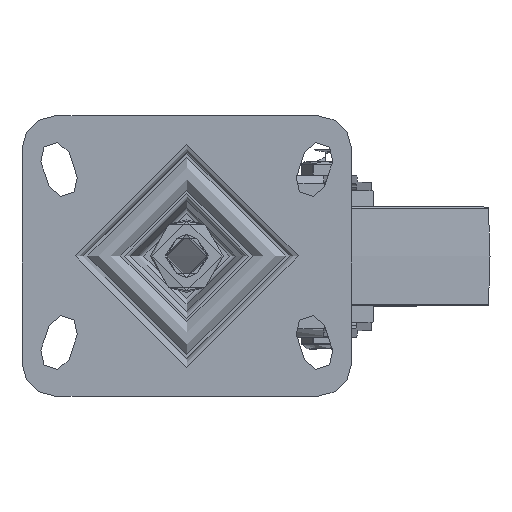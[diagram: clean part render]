
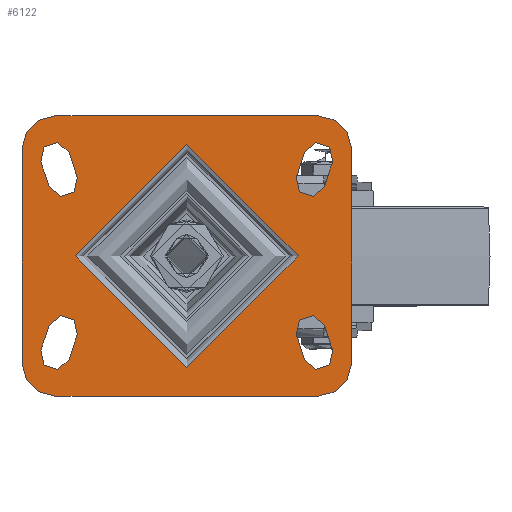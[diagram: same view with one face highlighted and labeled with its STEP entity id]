
A CAD part, top view. The second image highlights one B-rep face of the part: STEP entity #6122.
In plain terms, the highlighted planar face has unit normal (0, 0, 1).
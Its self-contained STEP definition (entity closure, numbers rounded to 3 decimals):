
#587=FACE_BOUND('',#1984,.T.);
#588=FACE_BOUND('',#1985,.T.);
#589=FACE_BOUND('',#1986,.T.);
#590=FACE_BOUND('',#1987,.T.);
#591=FACE_BOUND('',#1988,.T.);
#631=PLANE('',#6695);
#795=LINE('',#9513,#1119);
#796=LINE('',#9517,#1120);
#797=LINE('',#9521,#1121);
#798=LINE('',#9524,#1122);
#799=LINE('',#9525,#1123);
#800=LINE('',#9526,#1124);
#801=LINE('',#9527,#1125);
#802=LINE('',#9528,#1126);
#803=LINE('',#9529,#1127);
#804=LINE('',#9530,#1128);
#805=LINE('',#9531,#1129);
#806=LINE('',#9532,#1130);
#1119=VECTOR('',#7656,1000.);
#1120=VECTOR('',#7659,1000.);
#1121=VECTOR('',#7662,1000.);
#1122=VECTOR('',#7665,1000.);
#1123=VECTOR('',#7666,1000.);
#1124=VECTOR('',#7667,1000.);
#1125=VECTOR('',#7668,1000.);
#1126=VECTOR('',#7669,1000.);
#1127=VECTOR('',#7670,1000.);
#1128=VECTOR('',#7671,1000.);
#1129=VECTOR('',#7672,1000.);
#1130=VECTOR('',#7673,1000.);
#1586=FACE_OUTER_BOUND('',#1983,.T.);
#1983=EDGE_LOOP('',(#4398,#4399,#4400,#4401,#4402,#4403,#4404,#4405));
#1984=EDGE_LOOP('',(#4406,#4407,#4408,#4409));
#1985=EDGE_LOOP('',(#4410,#4411,#4412,#4413));
#1986=EDGE_LOOP('',(#4414,#4415,#4416,#4417));
#1987=EDGE_LOOP('',(#4418,#4419,#4420,#4421));
#1988=EDGE_LOOP('',(#4422));
#2359=CIRCLE('',#6581,4.5);
#2362=CIRCLE('',#6585,4.5);
#2364=CIRCLE('',#6588,4.5);
#2365=CIRCLE('',#6590,4.5);
#2368=CIRCLE('',#6594,4.5);
#2369=CIRCLE('',#6596,4.5);
#2371=CIRCLE('',#6599,4.5);
#2374=CIRCLE('',#6603,4.5);
#2375=CIRCLE('',#6605,33.75);
#2430=CIRCLE('',#6696,10.);
#2431=CIRCLE('',#6697,10.);
#2432=CIRCLE('',#6698,10.);
#2433=CIRCLE('',#6699,10.);
#2710=VERTEX_POINT('',#9274);
#2711=VERTEX_POINT('',#9275);
#2716=VERTEX_POINT('',#9286);
#2717=VERTEX_POINT('',#9288);
#2720=VERTEX_POINT('',#9295);
#2721=VERTEX_POINT('',#9297);
#2722=VERTEX_POINT('',#9301);
#2723=VERTEX_POINT('',#9302);
#2728=VERTEX_POINT('',#9313);
#2729=VERTEX_POINT('',#9315);
#2730=VERTEX_POINT('',#9319);
#2731=VERTEX_POINT('',#9320);
#2734=VERTEX_POINT('',#9328);
#2735=VERTEX_POINT('',#9329);
#2740=VERTEX_POINT('',#9340);
#2741=VERTEX_POINT('',#9342);
#2742=VERTEX_POINT('',#9346);
#2789=VERTEX_POINT('',#9509);
#2790=VERTEX_POINT('',#9510);
#2791=VERTEX_POINT('',#9512);
#2792=VERTEX_POINT('',#9514);
#2793=VERTEX_POINT('',#9516);
#2794=VERTEX_POINT('',#9518);
#2795=VERTEX_POINT('',#9520);
#2796=VERTEX_POINT('',#9522);
#3290=EDGE_CURVE('',#2710,#2711,#2359,.T.);
#3296=EDGE_CURVE('',#2717,#2716,#2362,.T.);
#3300=EDGE_CURVE('',#2721,#2720,#2364,.T.);
#3302=EDGE_CURVE('',#2722,#2723,#2365,.T.);
#3308=EDGE_CURVE('',#2729,#2728,#2368,.T.);
#3310=EDGE_CURVE('',#2730,#2731,#2369,.T.);
#3314=EDGE_CURVE('',#2734,#2735,#2371,.T.);
#3320=EDGE_CURVE('',#2741,#2740,#2374,.T.);
#3322=EDGE_CURVE('',#2742,#2742,#2375,.T.);
#3402=EDGE_CURVE('',#2789,#2790,#2430,.T.);
#3403=EDGE_CURVE('',#2791,#2789,#795,.T.);
#3404=EDGE_CURVE('',#2791,#2792,#2431,.T.);
#3405=EDGE_CURVE('',#2793,#2792,#796,.T.);
#3406=EDGE_CURVE('',#2793,#2794,#2432,.T.);
#3407=EDGE_CURVE('',#2795,#2794,#797,.T.);
#3408=EDGE_CURVE('',#2796,#2795,#2433,.T.);
#3409=EDGE_CURVE('',#2790,#2796,#798,.T.);
#3410=EDGE_CURVE('',#2735,#2741,#799,.T.);
#3411=EDGE_CURVE('',#2740,#2734,#800,.T.);
#3412=EDGE_CURVE('',#2728,#2730,#801,.T.);
#3413=EDGE_CURVE('',#2731,#2729,#802,.T.);
#3414=EDGE_CURVE('',#2720,#2722,#803,.T.);
#3415=EDGE_CURVE('',#2723,#2721,#804,.T.);
#3416=EDGE_CURVE('',#2711,#2717,#805,.T.);
#3417=EDGE_CURVE('',#2716,#2710,#806,.T.);
#4398=ORIENTED_EDGE('',*,*,#3402,.F.);
#4399=ORIENTED_EDGE('',*,*,#3403,.F.);
#4400=ORIENTED_EDGE('',*,*,#3404,.T.);
#4401=ORIENTED_EDGE('',*,*,#3405,.F.);
#4402=ORIENTED_EDGE('',*,*,#3406,.T.);
#4403=ORIENTED_EDGE('',*,*,#3407,.F.);
#4404=ORIENTED_EDGE('',*,*,#3408,.F.);
#4405=ORIENTED_EDGE('',*,*,#3409,.F.);
#4406=ORIENTED_EDGE('',*,*,#3314,.T.);
#4407=ORIENTED_EDGE('',*,*,#3410,.T.);
#4408=ORIENTED_EDGE('',*,*,#3320,.T.);
#4409=ORIENTED_EDGE('',*,*,#3411,.T.);
#4410=ORIENTED_EDGE('',*,*,#3308,.T.);
#4411=ORIENTED_EDGE('',*,*,#3412,.T.);
#4412=ORIENTED_EDGE('',*,*,#3310,.T.);
#4413=ORIENTED_EDGE('',*,*,#3413,.T.);
#4414=ORIENTED_EDGE('',*,*,#3300,.T.);
#4415=ORIENTED_EDGE('',*,*,#3414,.T.);
#4416=ORIENTED_EDGE('',*,*,#3302,.T.);
#4417=ORIENTED_EDGE('',*,*,#3415,.T.);
#4418=ORIENTED_EDGE('',*,*,#3290,.T.);
#4419=ORIENTED_EDGE('',*,*,#3416,.T.);
#4420=ORIENTED_EDGE('',*,*,#3296,.T.);
#4421=ORIENTED_EDGE('',*,*,#3417,.T.);
#4422=ORIENTED_EDGE('',*,*,#3322,.F.);
#6122=ADVANCED_FACE('',(#1586,#587,#588,#589,#590,#591),#631,.T.);
#6581=AXIS2_PLACEMENT_3D('',#9276,#7383,#7384);
#6585=AXIS2_PLACEMENT_3D('',#9289,#7394,#7395);
#6588=AXIS2_PLACEMENT_3D('',#9298,#7402,#7403);
#6590=AXIS2_PLACEMENT_3D('',#9303,#7407,#7408);
#6594=AXIS2_PLACEMENT_3D('',#9316,#7418,#7419);
#6596=AXIS2_PLACEMENT_3D('',#9321,#7423,#7424);
#6599=AXIS2_PLACEMENT_3D('',#9330,#7431,#7432);
#6603=AXIS2_PLACEMENT_3D('',#9343,#7442,#7443);
#6605=AXIS2_PLACEMENT_3D('',#9347,#7447,#7448);
#6695=AXIS2_PLACEMENT_3D('',#9508,#7652,#7653);
#6696=AXIS2_PLACEMENT_3D('',#9511,#7654,#7655);
#6697=AXIS2_PLACEMENT_3D('',#9515,#7657,#7658);
#6698=AXIS2_PLACEMENT_3D('',#9519,#7660,#7661);
#6699=AXIS2_PLACEMENT_3D('',#9523,#7663,#7664);
#7383=DIRECTION('center_axis',(0.,0.,-1.));
#7384=DIRECTION('ref_axis',(1.,0.,0.));
#7394=DIRECTION('center_axis',(0.,0.,-1.));
#7395=DIRECTION('ref_axis',(1.,0.,0.));
#7402=DIRECTION('center_axis',(0.,0.,-1.));
#7403=DIRECTION('ref_axis',(1.,0.,0.));
#7407=DIRECTION('center_axis',(0.,0.,-1.));
#7408=DIRECTION('ref_axis',(1.,0.,0.));
#7418=DIRECTION('center_axis',(0.,0.,-1.));
#7419=DIRECTION('ref_axis',(-1.,0.,0.));
#7423=DIRECTION('center_axis',(0.,0.,-1.));
#7424=DIRECTION('ref_axis',(-1.,0.,0.));
#7431=DIRECTION('center_axis',(0.,0.,-1.));
#7432=DIRECTION('ref_axis',(-1.,0.,0.));
#7442=DIRECTION('center_axis',(0.,0.,-1.));
#7443=DIRECTION('ref_axis',(-1.,0.,0.));
#7447=DIRECTION('center_axis',(0.,0.,1.));
#7448=DIRECTION('ref_axis',(1.,0.,0.));
#7652=DIRECTION('center_axis',(0.,0.,1.));
#7653=DIRECTION('ref_axis',(1.,0.,0.));
#7654=DIRECTION('center_axis',(0.,0.,-1.));
#7655=DIRECTION('ref_axis',(-1.,0.,0.));
#7656=DIRECTION('',(0.,1.,0.));
#7657=DIRECTION('center_axis',(0.,0.,1.));
#7658=DIRECTION('ref_axis',(-1.,0.,0.));
#7659=DIRECTION('',(-1.,0.,0.));
#7660=DIRECTION('center_axis',(0.,0.,1.));
#7661=DIRECTION('ref_axis',(0.,-1.,0.));
#7662=DIRECTION('',(0.,-1.,0.));
#7663=DIRECTION('center_axis',(0.,0.,-1.));
#7664=DIRECTION('ref_axis',(0.,1.,0.));
#7665=DIRECTION('',(1.,0.,0.));
#7666=DIRECTION('',(0.316,-0.949,0.));
#7667=DIRECTION('',(-0.316,0.949,0.));
#7668=DIRECTION('',(-0.316,-0.949,0.));
#7669=DIRECTION('',(0.316,0.949,0.));
#7670=DIRECTION('',(0.316,0.949,0.));
#7671=DIRECTION('',(-0.316,-0.949,0.));
#7672=DIRECTION('',(-0.316,0.949,0.));
#7673=DIRECTION('',(0.316,-0.949,0.));
#9274=CARTESIAN_POINT('',(44.269,-28.577,0.));
#9275=CARTESIAN_POINT('',(35.731,-31.423,0.));
#9276=CARTESIAN_POINT('Origin',(40.,-30.,0.));
#9286=CARTESIAN_POINT('',(41.769,-21.077,0.));
#9288=CARTESIAN_POINT('',(33.231,-23.923,0.));
#9289=CARTESIAN_POINT('Origin',(37.5,-22.5,0.));
#9295=CARTESIAN_POINT('',(33.231,23.923,0.));
#9297=CARTESIAN_POINT('',(41.769,21.077,0.));
#9298=CARTESIAN_POINT('Origin',(37.5,22.5,0.));
#9301=CARTESIAN_POINT('',(35.731,31.423,0.));
#9302=CARTESIAN_POINT('',(44.269,28.577,0.));
#9303=CARTESIAN_POINT('Origin',(40.,30.,0.));
#9313=CARTESIAN_POINT('',(-33.231,-23.923,0.));
#9315=CARTESIAN_POINT('',(-41.769,-21.077,0.));
#9316=CARTESIAN_POINT('Origin',(-37.5,-22.5,0.));
#9319=CARTESIAN_POINT('',(-35.731,-31.423,0.));
#9320=CARTESIAN_POINT('',(-44.269,-28.577,0.));
#9321=CARTESIAN_POINT('Origin',(-40.,-30.,0.));
#9328=CARTESIAN_POINT('',(-44.269,28.577,0.));
#9329=CARTESIAN_POINT('',(-35.731,31.423,0.));
#9330=CARTESIAN_POINT('Origin',(-40.,30.,0.));
#9340=CARTESIAN_POINT('',(-41.769,21.077,0.));
#9342=CARTESIAN_POINT('',(-33.231,23.923,0.));
#9343=CARTESIAN_POINT('Origin',(-37.5,22.5,0.));
#9346=CARTESIAN_POINT('',(33.75,0.,0.));
#9347=CARTESIAN_POINT('Origin',(0.,0.,0.));
#9508=CARTESIAN_POINT('Origin',(0.,0.,0.));
#9509=CARTESIAN_POINT('',(-50.,32.5,0.));
#9510=CARTESIAN_POINT('',(-40.,42.5,0.));
#9511=CARTESIAN_POINT('Origin',(-40.,32.5,0.));
#9512=CARTESIAN_POINT('',(-50.,-32.5,0.));
#9513=CARTESIAN_POINT('',(-50.,-32.5,0.));
#9514=CARTESIAN_POINT('',(-40.,-42.5,0.));
#9515=CARTESIAN_POINT('Origin',(-40.,-32.5,0.));
#9516=CARTESIAN_POINT('',(40.,-42.5,0.));
#9517=CARTESIAN_POINT('',(40.,-42.5,0.));
#9518=CARTESIAN_POINT('',(50.,-32.5,0.));
#9519=CARTESIAN_POINT('Origin',(40.,-32.5,0.));
#9520=CARTESIAN_POINT('',(50.,32.5,0.));
#9521=CARTESIAN_POINT('',(50.,32.5,0.));
#9522=CARTESIAN_POINT('',(40.,42.5,0.));
#9523=CARTESIAN_POINT('Origin',(40.,32.5,0.));
#9524=CARTESIAN_POINT('',(-40.,42.5,0.));
#9525=CARTESIAN_POINT('',(-33.231,23.923,0.));
#9526=CARTESIAN_POINT('',(-44.269,28.577,0.));
#9527=CARTESIAN_POINT('',(-33.231,-23.923,0.));
#9528=CARTESIAN_POINT('',(-44.269,-28.577,0.));
#9529=CARTESIAN_POINT('',(33.231,23.923,0.));
#9530=CARTESIAN_POINT('',(44.269,28.577,0.));
#9531=CARTESIAN_POINT('',(33.231,-23.923,0.));
#9532=CARTESIAN_POINT('',(44.269,-28.577,0.));
